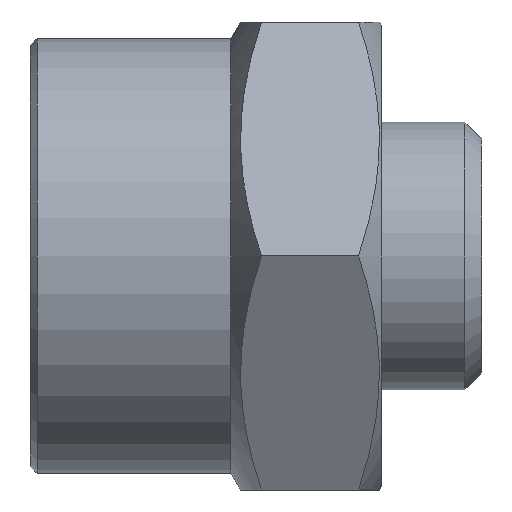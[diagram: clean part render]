
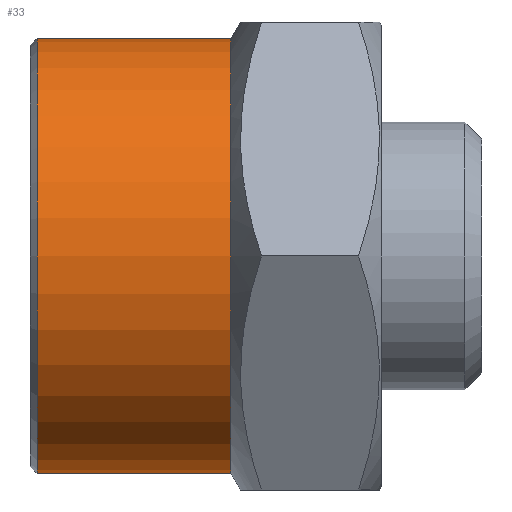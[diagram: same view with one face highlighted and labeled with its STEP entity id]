
A CAD part, left-side view. The second image highlights one B-rep face of the part: STEP entity #33.
In plain terms, the highlighted cylindrical face has radius 6.5 mm (diameter 13 mm), a partial arc.
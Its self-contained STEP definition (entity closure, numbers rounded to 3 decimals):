
#25 = ORIENTED_EDGE ( 'NONE', *, *, #27, .F. ) ;
#27 = EDGE_CURVE ( 'NONE', #159, #160, #254, .T. ) ;
#30 = ORIENTED_EDGE ( 'NONE', *, *, #31, .T. ) ;
#31 = EDGE_CURVE ( 'NONE', #133, #138, #245, .T. ) ;
#33 = ADVANCED_FACE ( 'NONE', ( #240 ), #239, .T. ) ;
#34 = EDGE_LOOP ( 'NONE', ( #36, #30, #35, #25 ) ) ;
#35 = ORIENTED_EDGE ( 'NONE', *, *, #139, .T. ) ;
#36 = ORIENTED_EDGE ( 'NONE', *, *, #136, .F. ) ;
#133 = VERTEX_POINT ( 'NONE', #440 ) ;
#136 = EDGE_CURVE ( 'NONE', #133, #159, #433, .T. ) ;
#138 = VERTEX_POINT ( 'NONE', #429 ) ;
#139 = EDGE_CURVE ( 'NONE', #138, #160, #428, .T. ) ;
#159 = VERTEX_POINT ( 'NONE', #490 ) ;
#160 = VERTEX_POINT ( 'NONE', #489 ) ;
#235 = DIRECTION ( 'NONE',  ( 0., 0., -1. ) ) ;
#236 = DIRECTION ( 'NONE',  ( 0., -1., 0. ) ) ;
#237 = AXIS2_PLACEMENT_3D ( 'NONE', #238, #236, #235 ) ;
#238 = CARTESIAN_POINT ( 'NONE',  ( 0., -6.646, 0. ) ) ;
#239 = CYLINDRICAL_SURFACE ( 'NONE', #237, 6.5 ) ;
#240 = FACE_OUTER_BOUND ( 'NONE', #34, .T. ) ;
#241 = DIRECTION ( 'NONE',  ( 0., 0., -1. ) ) ;
#242 = DIRECTION ( 'NONE',  ( 0., -1., 0. ) ) ;
#243 = CARTESIAN_POINT ( 'NONE',  ( 0., 13.3, 0. ) ) ;
#244 = AXIS2_PLACEMENT_3D ( 'NONE', #243, #242, #241 ) ;
#245 = CIRCLE ( 'NONE', #244, 6.5 ) ;
#250 = DIRECTION ( 'NONE',  ( 0., 0., -1. ) ) ;
#251 = DIRECTION ( 'NONE',  ( 0., -1., 0. ) ) ;
#252 = CARTESIAN_POINT ( 'NONE',  ( 0., 7.5, 0. ) ) ;
#253 = AXIS2_PLACEMENT_3D ( 'NONE', #252, #251, #250 ) ;
#254 = CIRCLE ( 'NONE', #253, 6.5 ) ;
#425 = DIRECTION ( 'NONE',  ( 0., -1., 0. ) ) ;
#426 = VECTOR ( 'NONE', #425, 1000. ) ;
#427 = CARTESIAN_POINT ( 'NONE',  ( 0., -6.646, -6.5 ) ) ;
#428 = LINE ( 'NONE', #427, #426 ) ;
#429 = CARTESIAN_POINT ( 'NONE',  ( 0., 13.3, -6.5 ) ) ;
#430 = DIRECTION ( 'NONE',  ( 0., -1., 0. ) ) ;
#431 = VECTOR ( 'NONE', #430, 1000. ) ;
#432 = CARTESIAN_POINT ( 'NONE',  ( 0., -6.646, 6.5 ) ) ;
#433 = LINE ( 'NONE', #432, #431 ) ;
#440 = CARTESIAN_POINT ( 'NONE',  ( 0., 13.3, 6.5 ) ) ;
#489 = CARTESIAN_POINT ( 'NONE',  ( 0., 7.5, -6.5 ) ) ;
#490 = CARTESIAN_POINT ( 'NONE',  ( 0., 7.5, 6.5 ) ) ;
